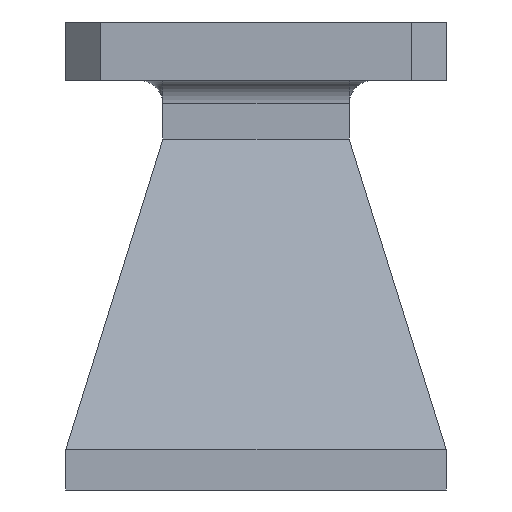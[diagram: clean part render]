
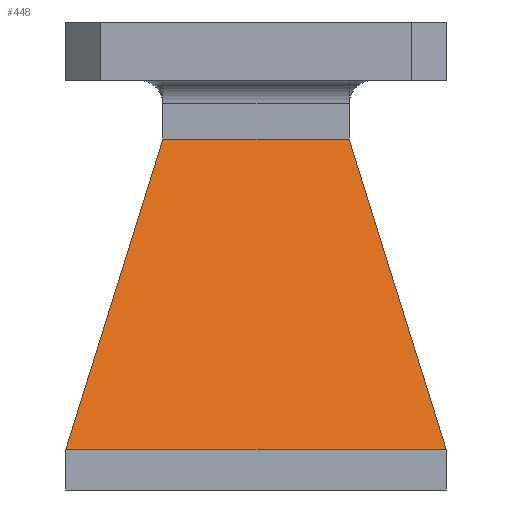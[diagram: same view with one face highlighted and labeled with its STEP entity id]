
A CAD part, front view. The second image highlights one B-rep face of the part: STEP entity #448.
In plain terms, the highlighted planar face has unit normal (0, -0.96, 0.281).
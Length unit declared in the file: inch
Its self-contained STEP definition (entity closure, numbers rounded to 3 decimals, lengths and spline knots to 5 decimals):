
#46 = PLANE ( 'NONE',  #949 ) ;
#56 = CARTESIAN_POINT ( 'NONE',  ( 0.398, -0.2105, -0.5 ) ) ;
#145 = VECTOR ( 'NONE', #1230, 39.37008 ) ;
#237 = VERTEX_POINT ( 'NONE', #803 ) ;
#240 = ORIENTED_EDGE ( 'NONE', *, *, #1431, .F. ) ;
#276 = DIRECTION ( 'NONE',  ( 0., -0.281, -0.96 ) ) ;
#289 = CARTESIAN_POINT ( 'NONE',  ( -0.271, -0.598, -1.825 ) ) ;
#388 = EDGE_CURVE ( 'NONE', #237, #1206, #1149, .T. ) ;
#448 = ADVANCED_FACE ( 'NONE', ( #563 ), #46, .T. ) ;
#507 = CARTESIAN_POINT ( 'NONE',  ( 0., -0.05921, 0.01732 ) ) ;
#551 = EDGE_LOOP ( 'NONE', ( #1236, #575, #240, #1318 ) ) ;
#559 = EDGE_CURVE ( 'NONE', #741, #237, #878, .T. ) ;
#563 = FACE_OUTER_BOUND ( 'NONE', #551, .T. ) ;
#566 = EDGE_CURVE ( 'NONE', #1206, #933, #1537, .T. ) ;
#575 = ORIENTED_EDGE ( 'NONE', *, *, #566, .T. ) ;
#586 = CARTESIAN_POINT ( 'NONE',  ( 0.813, -0.598, -1.825 ) ) ;
#606 = LINE ( 'NONE', #996, #145 ) ;
#713 = DIRECTION ( 'NONE',  ( -0.288, 0.269, 0.919 ) ) ;
#741 = VERTEX_POINT ( 'NONE', #1409 ) ;
#763 = DIRECTION ( 'NONE',  ( -1., 0., 0. ) ) ;
#779 = CARTESIAN_POINT ( 'NONE',  ( 0.813, -0.598, -1.825 ) ) ;
#790 = CARTESIAN_POINT ( 'NONE',  ( -0.398, -0.2105, -0.5 ) ) ;
#803 = CARTESIAN_POINT ( 'NONE',  ( 0.813, -0.598, -1.825 ) ) ;
#824 = VECTOR ( 'NONE', #713, 39.37008 ) ;
#878 = B_SPLINE_CURVE_WITH_KNOTS ( 'NONE', 3,
 ( #1469, #289, #913, #779 ),
 .UNSPECIFIED., .F., .F.,
 ( 4, 4 ),
 ( 0., 1. ),
 .UNSPECIFIED. ) ;
#913 = CARTESIAN_POINT ( 'NONE',  ( 0.271, -0.598, -1.825 ) ) ;
#933 = VERTEX_POINT ( 'NONE', #790 ) ;
#949 = AXIS2_PLACEMENT_3D ( 'NONE', #507, #1349, #276 ) ;
#995 = VECTOR ( 'NONE', #763, 39.37008 ) ;
#996 = CARTESIAN_POINT ( 'NONE',  ( -0.813, -0.598, -1.825 ) ) ;
#1050 = CARTESIAN_POINT ( 'NONE',  ( 0.398, -0.2105, -0.5 ) ) ;
#1149 = LINE ( 'NONE', #586, #824 ) ;
#1206 = VERTEX_POINT ( 'NONE', #1050 ) ;
#1230 = DIRECTION ( 'NONE',  ( 0.288, 0.269, 0.919 ) ) ;
#1236 = ORIENTED_EDGE ( 'NONE', *, *, #388, .T. ) ;
#1318 = ORIENTED_EDGE ( 'NONE', *, *, #559, .T. ) ;
#1349 = DIRECTION ( 'NONE',  ( 0., -0.96, 0.281 ) ) ;
#1409 = CARTESIAN_POINT ( 'NONE',  ( -0.813, -0.598, -1.825 ) ) ;
#1431 = EDGE_CURVE ( 'NONE', #741, #933, #606, .T. ) ;
#1469 = CARTESIAN_POINT ( 'NONE',  ( -0.813, -0.598, -1.825 ) ) ;
#1537 = LINE ( 'NONE', #56, #995 ) ;
